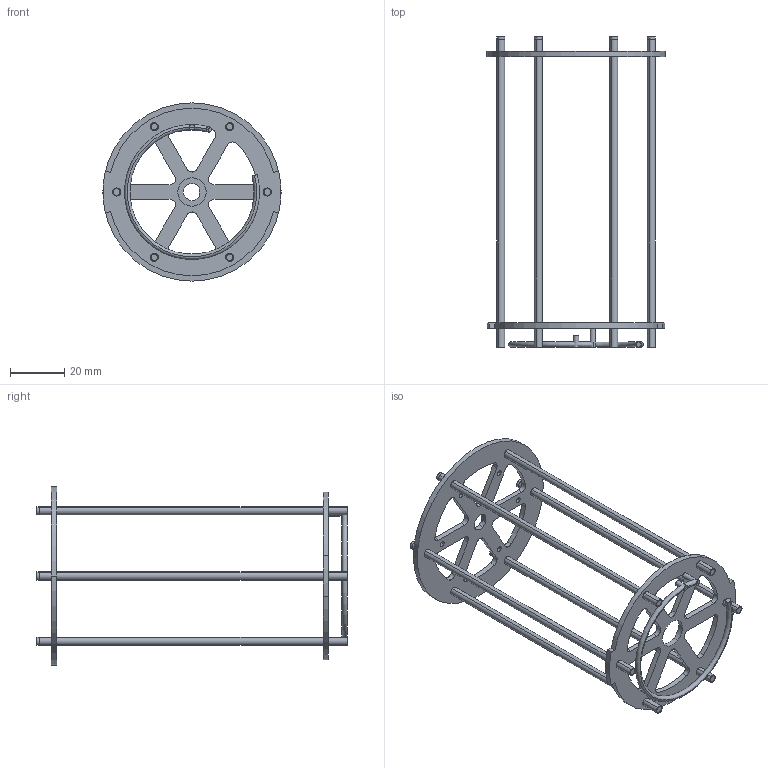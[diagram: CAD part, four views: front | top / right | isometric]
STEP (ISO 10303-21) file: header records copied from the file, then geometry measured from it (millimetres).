
FILE_DESCRIPTION(/* description */ ('VariCAD 2022-1.06 AP-214'),/* implementation_level */ '2;1');
FILE_NAME(/* name */ 'Bottom antenna.stp',/* time_stamp */ '2022-05-12T19:12:37+01:00',/* author */ (''),/* organization */ (''),/* preprocessor_version */ 'VariCAD 2022-1.06',/* originating_system */ 'VariCAD 2022-1.06; kernel version (20180118)',/* authorisation */ '');
FILE_SCHEMA(('AUTOMOTIVE_DESIGN'));
Length unit declared in the file: millimetre
Products named in the file (12): Bottom antenna; [Nepojmenovaný díl 39]; [Nepojmenovaný díl 38]; [Nepojmenovaný díl 37]; [Nepojmenovaný díl 36]; [Nepojmenovaný díl 35]; [Nepojmenovaný díl 34]
Assembly tree (11 placements, depth 2):
  Bottom antenna
    (unnamed)
    (unnamed)
    (unnamed)
    [Nepojmenovaný díl 39]
    [Nepojmenovaný díl 38]
    [Nepojmenovaný díl 37]
    [Nepojmenovaný díl 36]
    [Nepojmenovaný díl 35]
    [Nepojmenovaný díl 34]
    (unnamed)
    (unnamed)
Bounding box: 66 x 115 x 66 mm (x, y, z)
Volume: 13414.4 mm3; surface area: 18096.2 mm2
Topology: 11 solids, 11 shells, 185 faces, 471 edges, 314 vertices
Faces by surface type: cylinder 124, plane 59, torus 2
Entity records: 6273 total; most frequent: DIRECTION 1163, CARTESIAN_POINT 1004, ORIENTED_EDGE 942, AXIS2_PLACEMENT_3D 473, EDGE_CURVE 471, VERTEX_POINT 314, EDGE_LOOP 255, CIRCLE 254
